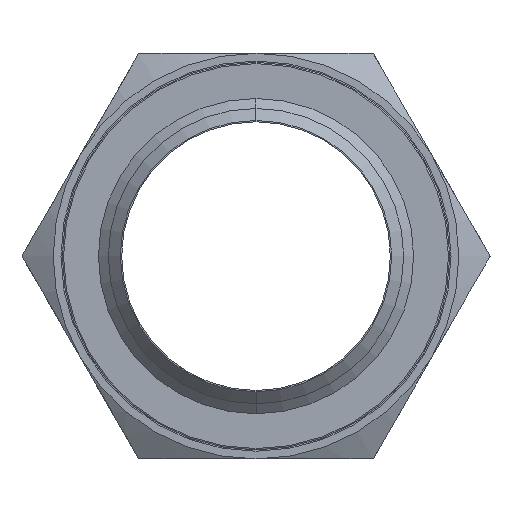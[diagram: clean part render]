
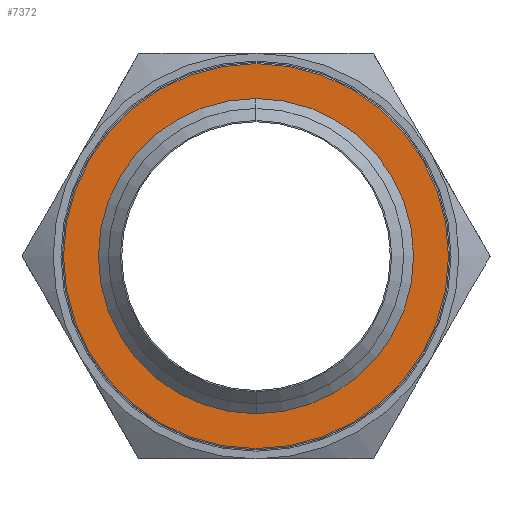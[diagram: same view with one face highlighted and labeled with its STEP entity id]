
A CAD part, left-side view. The second image highlights one B-rep face of the part: STEP entity #7372.
In plain terms, the highlighted planar face has unit normal (-1, 0, 0).
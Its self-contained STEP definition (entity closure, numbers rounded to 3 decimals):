
#60 = VERTEX_POINT ( 'NONE', #1468 ) ;
#221 = CARTESIAN_POINT ( 'NONE',  ( -18.6, 0., 0. ) ) ;
#386 = PLANE ( 'NONE',  #14019 ) ;
#442 = DIRECTION ( 'NONE',  ( 1., 0., 0. ) ) ;
#611 = EDGE_LOOP ( 'NONE', ( #6891, #3912 ) ) ;
#1353 = AXIS2_PLACEMENT_3D ( 'NONE', #14306, #10786, #4001 ) ;
#1454 = VERTEX_POINT ( 'NONE', #5112 ) ;
#1468 = CARTESIAN_POINT ( 'NONE',  ( -18.6, -74.5, 0. ) ) ;
#2599 = DIRECTION ( 'NONE',  ( -1., 0., 0. ) ) ;
#3302 = CIRCLE ( 'NONE', #9805, 61. ) ;
#3488 = EDGE_CURVE ( 'NONE', #9283, #1454, #3302, .T. ) ;
#3503 = CARTESIAN_POINT ( 'NONE',  ( -18.6, 74.5, 0. ) ) ;
#3539 = DIRECTION ( 'NONE',  ( -1., 0., 0. ) ) ;
#3912 = ORIENTED_EDGE ( 'NONE', *, *, #3488, .F. ) ;
#4001 = DIRECTION ( 'NONE',  ( 0., 0., -1. ) ) ;
#5001 = CARTESIAN_POINT ( 'NONE',  ( -18.6, 0., -61. ) ) ;
#5112 = CARTESIAN_POINT ( 'NONE',  ( -18.6, 0., 61. ) ) ;
#6174 = DIRECTION ( 'NONE',  ( 0., 1., 0. ) ) ;
#6467 = FACE_OUTER_BOUND ( 'NONE', #14433, .T. ) ;
#6891 = ORIENTED_EDGE ( 'NONE', *, *, #7930, .F. ) ;
#7372 = ADVANCED_FACE ( 'NONE', ( #7757, #6467 ), #386, .F. ) ;
#7757 = FACE_BOUND ( 'NONE', #611, .T. ) ;
#7930 = EDGE_CURVE ( 'NONE', #1454, #9283, #9360, .T. ) ;
#8659 = CIRCLE ( 'NONE', #13049, 74.5 ) ;
#8883 = EDGE_CURVE ( 'NONE', #60, #11350, #8892, .T. ) ;
#8892 = CIRCLE ( 'NONE', #1353, 74.5 ) ;
#9198 = DIRECTION ( 'NONE',  ( 0., 0., -1. ) ) ;
#9283 = VERTEX_POINT ( 'NONE', #5001 ) ;
#9360 = CIRCLE ( 'NONE', #12865, 61. ) ;
#9434 = DIRECTION ( 'NONE',  ( 0., 0., 1. ) ) ;
#9685 = ORIENTED_EDGE ( 'NONE', *, *, #10946, .F. ) ;
#9789 = CARTESIAN_POINT ( 'NONE',  ( -18.6, 0., 75. ) ) ;
#9805 = AXIS2_PLACEMENT_3D ( 'NONE', #221, #2599, #11844 ) ;
#10389 = DIRECTION ( 'NONE',  ( 1., 0., 0. ) ) ;
#10668 = CARTESIAN_POINT ( 'NONE',  ( -18.6, 0., 0. ) ) ;
#10786 = DIRECTION ( 'NONE',  ( 1., 0., 0. ) ) ;
#10946 = EDGE_CURVE ( 'NONE', #11350, #60, #8659, .T. ) ;
#11350 = VERTEX_POINT ( 'NONE', #3503 ) ;
#11580 = ORIENTED_EDGE ( 'NONE', *, *, #8883, .F. ) ;
#11844 = DIRECTION ( 'NONE',  ( 0., 0., 1. ) ) ;
#12865 = AXIS2_PLACEMENT_3D ( 'NONE', #10668, #3539, #9434 ) ;
#13049 = AXIS2_PLACEMENT_3D ( 'NONE', #13334, #10389, #9198 ) ;
#13334 = CARTESIAN_POINT ( 'NONE',  ( -18.6, 0., 0. ) ) ;
#14019 = AXIS2_PLACEMENT_3D ( 'NONE', #9789, #442, #6174 ) ;
#14306 = CARTESIAN_POINT ( 'NONE',  ( -18.6, 0., 0. ) ) ;
#14433 = EDGE_LOOP ( 'NONE', ( #11580, #9685 ) ) ;
